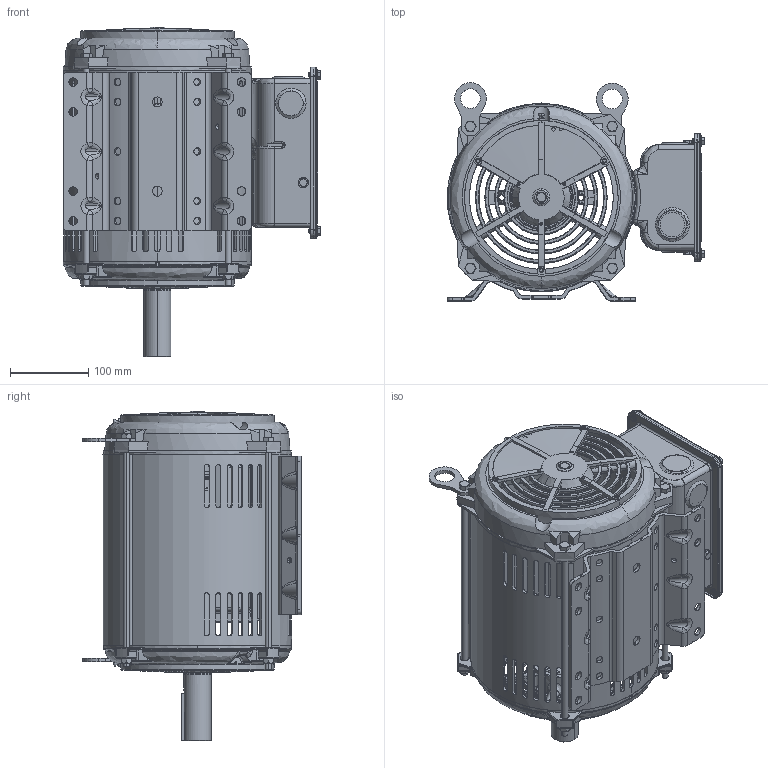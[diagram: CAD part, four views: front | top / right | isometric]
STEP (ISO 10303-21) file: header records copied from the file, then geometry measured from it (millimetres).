
FILE_DESCRIPTION (( 'STEP AP214' ), '1' );
FILE_NAME ('I105 037642-965_Rev002 B1.STEP', '2019-04-09T16:07:24', ( '' ), ( '' ), 'SwSTEP 2.0', 'SolidWorks 2017', '' );
FILE_SCHEMA (( 'AUTOMOTIVE_DESIGN' ));
Length unit declared in the file: inch
Products named in the file (1): I105 037642-965_Rev002 B1
Bounding box: 330.12 x 279.58 x 422.61 mm (x, y, z)
Volume: 2486907.9 mm3; surface area: 1281837.2 mm2
Topology: 35 solids, 37 shells, 3897 faces, 10818 edges, 6936 vertices
Faces by surface type: plane 1399, cylinder 849, cone 831, bspline 818
Entity records: 191796 total; most frequent: CARTESIAN_POINT 101725, ORIENTED_EDGE 21532, DIRECTION 14954, EDGE_CURVE 10766, VERTEX_POINT 6936, AXIS2_PLACEMENT_3D 5772, B_SPLINE_CURVE_WITH_KNOTS 4497, EDGE_LOOP 4270
